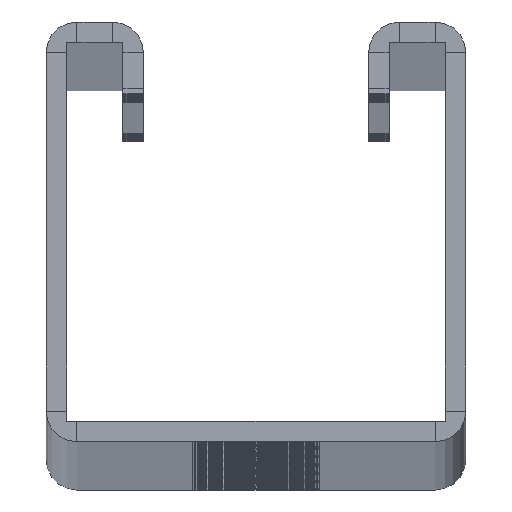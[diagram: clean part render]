
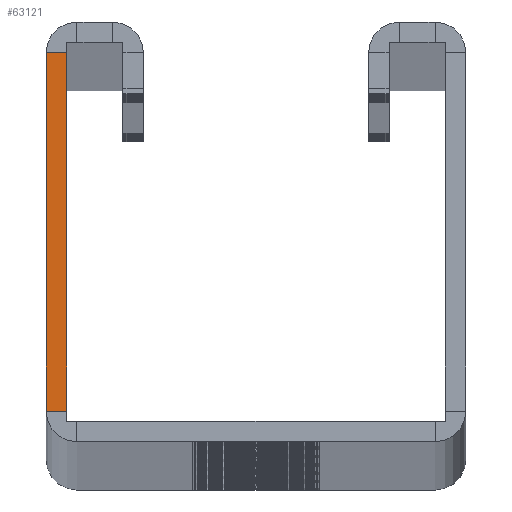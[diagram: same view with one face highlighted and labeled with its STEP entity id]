
A CAD part, top view. The second image highlights one B-rep face of the part: STEP entity #63121.
In plain terms, the highlighted planar face has unit normal (0, 0, 1).
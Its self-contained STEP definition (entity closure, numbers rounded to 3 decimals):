
#3399 = LINE ( 'NONE', #38844, #68261 ) ;
#3403 = AXIS2_PLACEMENT_3D ( 'NONE', #4865, #28404, #34355 ) ;
#4865 = CARTESIAN_POINT ( 'NONE',  ( -17.5, 2., 0. ) ) ;
#9980 = DIRECTION ( 'NONE',  ( 1., 0., 0. ) ) ;
#10164 = LINE ( 'NONE', #62310, #11121 ) ;
#10728 = VECTOR ( 'NONE', #74254, 1000. ) ;
#11121 = VECTOR ( 'NONE', #9980, 1000. ) ;
#11598 = VERTEX_POINT ( 'NONE', #16109 ) ;
#15691 = VERTEX_POINT ( 'NONE', #58487 ) ;
#16109 = CARTESIAN_POINT ( 'NONE',  ( -20.5, 38., 0. ) ) ;
#18123 = LINE ( 'NONE', #19872, #61681 ) ;
#19872 = CARTESIAN_POINT ( 'NONE',  ( -18.5, 38., 0. ) ) ;
#28404 = DIRECTION ( 'NONE',  ( 0., 0., 1. ) ) ;
#30143 = CARTESIAN_POINT ( 'NONE',  ( -20.5, 3., 0. ) ) ;
#30563 = EDGE_CURVE ( 'NONE', #31915, #11598, #18123, .T. ) ;
#31915 = VERTEX_POINT ( 'NONE', #67819 ) ;
#34355 = DIRECTION ( 'NONE',  ( 1., 0., 0. ) ) ;
#38844 = CARTESIAN_POINT ( 'NONE',  ( -18.5, 0., 0. ) ) ;
#42224 = LINE ( 'NONE', #68286, #10728 ) ;
#42658 = EDGE_LOOP ( 'NONE', ( #75951, #72331, #76131, #66590 ) ) ;
#44745 = FACE_OUTER_BOUND ( 'NONE', #42658, .T. ) ;
#45599 = DIRECTION ( 'NONE',  ( 0., 1., 0. ) ) ;
#52939 = EDGE_CURVE ( 'NONE', #15691, #31915, #3399, .T. ) ;
#57417 = PLANE ( 'NONE',  #3403 ) ;
#58487 = CARTESIAN_POINT ( 'NONE',  ( -18.5, 3., 0. ) ) ;
#58805 = EDGE_CURVE ( 'NONE', #66225, #15691, #10164, .T. ) ;
#61574 = DIRECTION ( 'NONE',  ( -1., 0., 0. ) ) ;
#61681 = VECTOR ( 'NONE', #61574, 1000. ) ;
#62310 = CARTESIAN_POINT ( 'NONE',  ( -20.5, 3., 0. ) ) ;
#63121 = ADVANCED_FACE ( 'NONE', ( #44745 ), #57417, .T. ) ;
#66225 = VERTEX_POINT ( 'NONE', #30143 ) ;
#66590 = ORIENTED_EDGE ( 'NONE', *, *, #30563, .T. ) ;
#67819 = CARTESIAN_POINT ( 'NONE',  ( -18.5, 38., 0. ) ) ;
#68261 = VECTOR ( 'NONE', #45599, 1000. ) ;
#68286 = CARTESIAN_POINT ( 'NONE',  ( -20.5, 0., 0. ) ) ;
#72331 = ORIENTED_EDGE ( 'NONE', *, *, #58805, .T. ) ;
#74254 = DIRECTION ( 'NONE',  ( 0., 1., 0. ) ) ;
#75048 = EDGE_CURVE ( 'NONE', #66225, #11598, #42224, .T. ) ;
#75951 = ORIENTED_EDGE ( 'NONE', *, *, #75048, .F. ) ;
#76131 = ORIENTED_EDGE ( 'NONE', *, *, #52939, .T. ) ;
